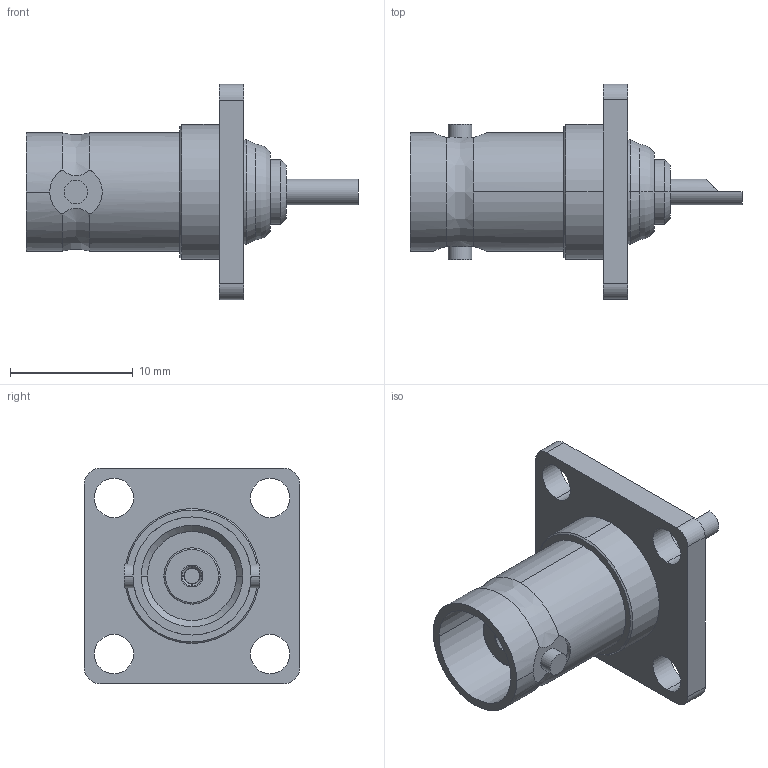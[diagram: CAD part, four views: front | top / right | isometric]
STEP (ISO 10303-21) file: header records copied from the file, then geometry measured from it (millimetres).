
FILE_DESCRIPTION (( 'STEP AP203' ), '1' );
FILE_NAME ('PE4394.step', '2019-06-12T14:59:55', ( '' ), ( '' ), 'SwSTEP 2.0', 'SolidWorks 2018', '' );
FILE_SCHEMA (( 'CONFIG_CONTROL_DESIGN' ));
Length unit declared in the file: inch
Products named in the file (1): PE4394
Bounding box: 27 x 17.5 x 17.5 mm (x, y, z)
Volume: 1468.1 mm3; surface area: 1738.1 mm2
Topology: 1 solids, 1 shells, 100 faces, 247 edges, 159 vertices
Faces by surface type: cylinder 44, plane 38, cone 12, torus 4, bspline 2
Entity records: 3211 total; most frequent: CARTESIAN_POINT 682, DIRECTION 542, ORIENTED_EDGE 494, EDGE_CURVE 247, AXIS2_PLACEMENT_3D 217, VERTEX_POINT 159, CIRCLE 118, EDGE_LOOP 118
